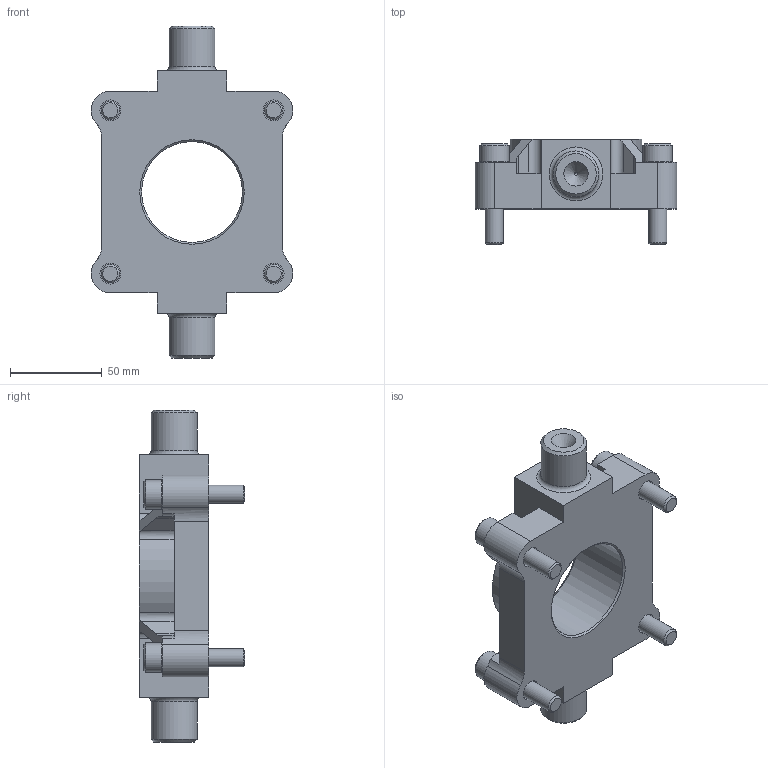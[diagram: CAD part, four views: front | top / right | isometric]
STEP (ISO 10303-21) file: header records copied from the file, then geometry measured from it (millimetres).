
FILE_DESCRIPTION(/* description */ ('STEP AP214'),/* implementation_level */ '2;1');
FILE_NAME(/* name */ '174416_ZNCF-100',/* time_stamp */ '2024-09-10T11:58:26+02:00',/* author */ ('License CC BY-ND 4.0'),/* organization */ ('CADENAS'),/* preprocessor_version */ 'ST-DEVELOPER v19.3',/* originating_system */ 'PARTsolutions',/* authorisation */ ' ');
FILE_SCHEMA (('AUTOMOTIVE_DESIGN {1 0 10303 214 3 1 1}'));
Length unit declared in the file: millimetre
Products named in the file (3): 174416 ZNCF-100; 174416 ZNCF-100---(F); DIN-912 - M10x45(F)
Assembly tree (5 placements, depth 2):
  174416 ZNCF-100
    174416 ZNCF-100---(F)
    DIN-912 - M10x45(F)  x4
Bounding box: 109.93 x 57.5 x 180.96 mm (x, y, z)
Volume: 312754.3 mm3; surface area: 60178 mm2
Topology: 5 solids, 5 shells, 205 faces, 474 edges, 285 vertices
Faces by surface type: plane 106, cone 50, cylinder 45, torus 2, sphere 2
Full cylindrical faces by diameter (mm): 10 x4, 11.3 x4, 16 x4, 25 x2, 55 x1
Entity records: 3666 total; most frequent: DIRECTION 648, CARTESIAN_POINT 634, ORIENTED_EDGE 568, EDGE_CURVE 284, AXIS2_PLACEMENT_3D 243, VERTEX_POINT 195, LINE 162, VECTOR 162
